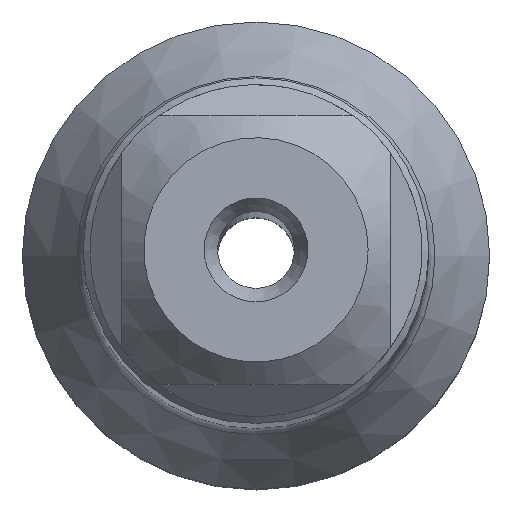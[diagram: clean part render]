
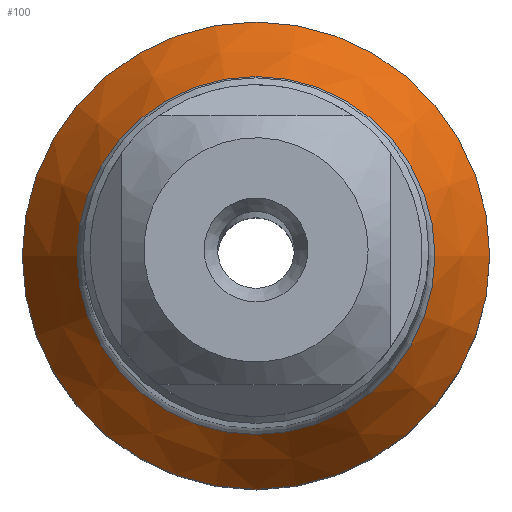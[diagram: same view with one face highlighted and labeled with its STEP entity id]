
A CAD part, top view. The second image highlights one B-rep face of the part: STEP entity #100.
In plain terms, the highlighted conical face has half-angle 30 degrees and reference radius 4.5 mm.
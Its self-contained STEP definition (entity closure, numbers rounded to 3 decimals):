
#91=CONICAL_SURFACE('',#432,4.5,30.);
#100=ADVANCED_FACE('',(#132,#133),#91,.T.);
#132=FACE_BOUND('',#166,.T.);
#133=FACE_BOUND('',#167,.T.);
#166=EDGE_LOOP('',(#208));
#167=EDGE_LOOP('',(#209));
#208=ORIENTED_EDGE('',*,*,#320,.T.);
#209=ORIENTED_EDGE('',*,*,#321,.F.);
#288=VERTEX_POINT('',#631);
#289=VERTEX_POINT('',#633);
#320=EDGE_CURVE('',#288,#288,#360,.T.);
#321=EDGE_CURVE('',#289,#289,#361,.T.);
#360=CIRCLE('',#430,4.661);
#361=CIRCLE('',#431,6.085);
#430=AXIS2_PLACEMENT_3D('',#630,#493,#494);
#431=AXIS2_PLACEMENT_3D('',#632,#495,#496);
#432=AXIS2_PLACEMENT_3D('',#634,#497,#498);
#493=DIRECTION('',(0.,0.,-1.));
#494=DIRECTION('',(-1.,0.,0.));
#495=DIRECTION('',(0.,0.,-1.));
#496=DIRECTION('',(-1.,0.,0.));
#497=DIRECTION('',(0.,0.,-1.));
#498=DIRECTION('',(-1.,0.,0.));
#630=CARTESIAN_POINT('',(0.,0.,-84.533));
#631=CARTESIAN_POINT('',(-4.661,0.,-84.533));
#632=CARTESIAN_POINT('',(0.,0.,-87.));
#633=CARTESIAN_POINT('',(-6.085,0.,-87.));
#634=CARTESIAN_POINT('',(0.,0.,-84.255));
